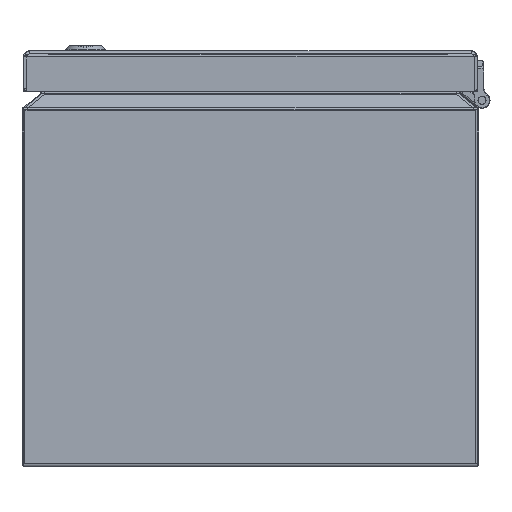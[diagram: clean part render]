
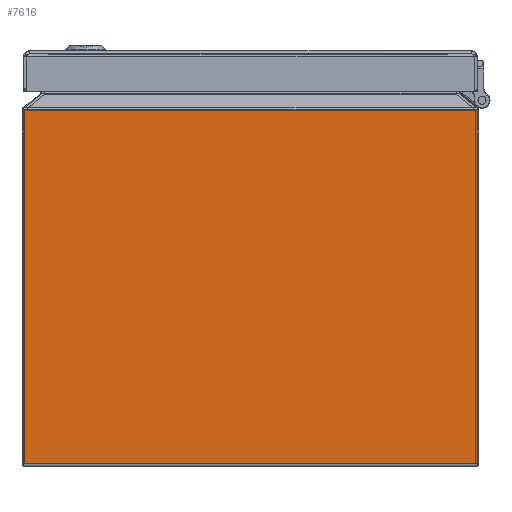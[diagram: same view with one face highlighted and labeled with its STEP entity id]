
A CAD part, front view. The second image highlights one B-rep face of the part: STEP entity #7616.
In plain terms, the highlighted face is planar.
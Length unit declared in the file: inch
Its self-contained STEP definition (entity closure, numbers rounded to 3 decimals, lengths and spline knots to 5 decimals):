
#1124 = EDGE_CURVE ( 'NONE', #25398, #35040, #15169, .T. ) ;
#1407 = LINE ( 'NONE', #23738, #68814 ) ;
#7616 = ADVANCED_FACE ( 'NONE', ( #15422 ), #65497, .F. ) ;
#9565 = ORIENTED_EDGE ( 'NONE', *, *, #59544, .F. ) ;
#11750 = VERTEX_POINT ( 'NONE', #61296 ) ;
#11764 = ORIENTED_EDGE ( 'NONE', *, *, #39955, .F. ) ;
#13936 = VERTEX_POINT ( 'NONE', #34457 ) ;
#15169 = LINE ( 'NONE', #49508, #44912 ) ;
#15422 = FACE_OUTER_BOUND ( 'NONE', #29803, .T. ) ;
#18770 = CARTESIAN_POINT ( 'NONE',  ( -29.85, 8.81992, -1.16376 ) ) ;
#20258 = LINE ( 'NONE', #63811, #71685 ) ;
#22378 = CARTESIAN_POINT ( 'NONE',  ( -29.85, -0.12008, -1.14017 ) ) ;
#23738 = CARTESIAN_POINT ( 'NONE',  ( -29.85, -0.12008, -8.13506 ) ) ;
#25398 = VERTEX_POINT ( 'NONE', #48847 ) ;
#28250 = DIRECTION ( 'NONE',  ( 0., 0., -1. ) ) ;
#29803 = EDGE_LOOP ( 'NONE', ( #59386, #9565, #11764, #38626 ) ) ;
#31662 = DIRECTION ( 'NONE',  ( 0., 0., 1. ) ) ;
#34457 = CARTESIAN_POINT ( 'NONE',  ( -29.85, -0.12008, -8.13506 ) ) ;
#35040 = VERTEX_POINT ( 'NONE', #18770 ) ;
#38626 = ORIENTED_EDGE ( 'NONE', *, *, #1124, .F. ) ;
#39955 = EDGE_CURVE ( 'NONE', #35040, #11750, #20258, .T. ) ;
#41908 = EDGE_CURVE ( 'NONE', #13936, #25398, #1407, .T. ) ;
#44912 = VECTOR ( 'NONE', #31662, 39.37008 ) ;
#48716 = DIRECTION ( 'NONE',  ( 0., 1., 0. ) ) ;
#48847 = CARTESIAN_POINT ( 'NONE',  ( -29.85, 8.81992, -8.13506 ) ) ;
#49056 = CARTESIAN_POINT ( 'NONE',  ( -29.85, -0.12008, -1.14017 ) ) ;
#49508 = CARTESIAN_POINT ( 'NONE',  ( -29.85, 8.81992, -1.14017 ) ) ;
#53552 = DIRECTION ( 'NONE',  ( 0., -1., 0. ) ) ;
#56371 = LINE ( 'NONE', #22378, #57476 ) ;
#57476 = VECTOR ( 'NONE', #28250, 39.37008 ) ;
#59386 = ORIENTED_EDGE ( 'NONE', *, *, #41908, .F. ) ;
#59544 = EDGE_CURVE ( 'NONE', #11750, #13936, #56371, .T. ) ;
#59657 = DIRECTION ( 'NONE',  ( 1., 0., 0. ) ) ;
#60428 = AXIS2_PLACEMENT_3D ( 'NONE', #49056, #59657, #48716 ) ;
#61296 = CARTESIAN_POINT ( 'NONE',  ( -29.85, -0.12008, -1.16376 ) ) ;
#62501 = DIRECTION ( 'NONE',  ( 0., 1., 0. ) ) ;
#63811 = CARTESIAN_POINT ( 'NONE',  ( -29.85, -0.12008, -1.16376 ) ) ;
#65497 = PLANE ( 'NONE',  #60428 ) ;
#68814 = VECTOR ( 'NONE', #62501, 39.37008 ) ;
#71685 = VECTOR ( 'NONE', #53552, 39.37008 ) ;
